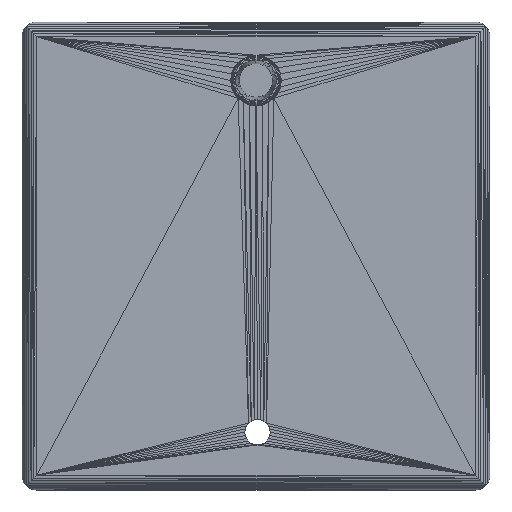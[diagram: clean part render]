
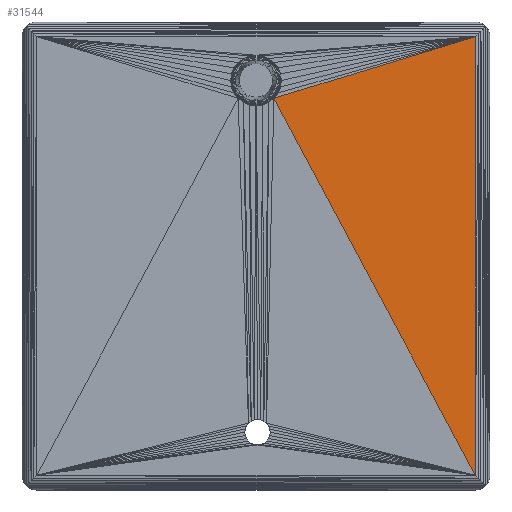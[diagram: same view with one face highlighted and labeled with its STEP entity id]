
A CAD part, top view. The second image highlights one B-rep face of the part: STEP entity #31544.
In plain terms, the highlighted planar face has unit normal (0, 0, 1).
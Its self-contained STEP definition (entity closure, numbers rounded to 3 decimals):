
#3933 = VERTEX_POINT('',#3934);
#3934 = CARTESIAN_POINT('',(155.,155.,15.));
#3948 = PLANE('',#3949);
#3949 = AXIS2_PLACEMENT_3D('',#3950,#3951,#3952);
#3950 = CARTESIAN_POINT('',(155.246,80.589,
    14.976));
#3951 = DIRECTION('',(0.098,0.,
    0.995));
#3952 = DIRECTION('',(0.995,0.,-0.098));
#4456 = VERTEX_POINT('',#4457);
#4457 = CARTESIAN_POINT('',(155.,5.,15.));
#4506 = EDGE_CURVE('',#3933,#4456,#4507,.T.);
#4507 = SURFACE_CURVE('',#4508,(#4512,#4519),.PCURVE_S1.);
#4508 = LINE('',#4509,#4510);
#4509 = CARTESIAN_POINT('',(155.,155.,15.));
#4510 = VECTOR('',#4511,1.);
#4511 = DIRECTION('',(0.,-1.,0.));
#4512 = PCURVE('',#3948,#4513);
#4513 = DEFINITIONAL_REPRESENTATION('',(#4514),#4518);
#4514 = LINE('',#4515,#4516);
#4515 = CARTESIAN_POINT('',(-0.247,74.411));
#4516 = VECTOR('',#4517,1.);
#4517 = DIRECTION('',(0.,-1.));
#4518 = ( GEOMETRIC_REPRESENTATION_CONTEXT(2) 
PARAMETRIC_REPRESENTATION_CONTEXT() REPRESENTATION_CONTEXT('2D SPACE',''
  ) );
#4519 = PCURVE('',#4520,#4525);
#4520 = PLANE('',#4521);
#4521 = AXIS2_PLACEMENT_3D('',#4522,#4523,#4524);
#4522 = CARTESIAN_POINT('',(155.,5.,15.));
#4523 = DIRECTION('',(0.,0.,-1.));
#4524 = DIRECTION('',(-1.,0.,-0.));
#4525 = DEFINITIONAL_REPRESENTATION('',(#4526),#4529);
#4526 = B_SPLINE_CURVE_WITH_KNOTS('',1,(#4527,#4528),.UNSPECIFIED.,.F.,
  .F.,(2,2),(0.,150.),.PIECEWISE_BEZIER_KNOTS.);
#4527 = CARTESIAN_POINT('',(0.,150.));
#4528 = CARTESIAN_POINT('',(0.,0.));
#4529 = ( GEOMETRIC_REPRESENTATION_CONTEXT(2) 
PARAMETRIC_REPRESENTATION_CONTEXT() REPRESENTATION_CONTEXT('2D SPACE',''
  ) );
#23383 = VERTEX_POINT('',#23384);
#23384 = CARTESIAN_POINT('',(86.116,133.884,
    15.));
#23398 = PLANE('',#23399);
#23399 = AXIS2_PLACEMENT_3D('',#23400,#23401,#23402);
#23400 = CARTESIAN_POINT('',(155.,155.,15.));
#23401 = DIRECTION('',(0.,0.,-1.));
#23402 = DIRECTION('',(-1.,0.,-0.));
#31525 = EDGE_CURVE('',#23383,#3933,#31526,.T.);
#31526 = SURFACE_CURVE('',#31527,(#31531,#31538),.PCURVE_S1.);
#31527 = LINE('',#31528,#31529);
#31528 = CARTESIAN_POINT('',(86.116,133.884,
    15.));
#31529 = VECTOR('',#31530,1.);
#31530 = DIRECTION('',(0.956,0.293,0.));
#31531 = PCURVE('',#23398,#31532);
#31532 = DEFINITIONAL_REPRESENTATION('',(#31533),#31537);
#31533 = LINE('',#31534,#31535);
#31534 = CARTESIAN_POINT('',(68.884,-21.116));
#31535 = VECTOR('',#31536,1.);
#31536 = DIRECTION('',(-0.956,0.293));
#31537 = ( GEOMETRIC_REPRESENTATION_CONTEXT(2) 
PARAMETRIC_REPRESENTATION_CONTEXT() REPRESENTATION_CONTEXT('2D SPACE',''
  ) );
#31538 = PCURVE('',#4520,#31539);
#31539 = DEFINITIONAL_REPRESENTATION('',(#31540),#31543);
#31540 = B_SPLINE_CURVE_WITH_KNOTS('',1,(#31541,#31542),.UNSPECIFIED.,
  .F.,.F.,(2,2),(0.,72.048),.PIECEWISE_BEZIER_KNOTS.);
#31541 = CARTESIAN_POINT('',(68.884,128.884));
#31542 = CARTESIAN_POINT('',(0.,150.));
#31543 = ( GEOMETRIC_REPRESENTATION_CONTEXT(2) 
PARAMETRIC_REPRESENTATION_CONTEXT() REPRESENTATION_CONTEXT('2D SPACE',''
  ) );
#31544 = ADVANCED_FACE('',(#31545),#4520,.F.);
#31545 = FACE_BOUND('',#31546,.T.);
#31546 = EDGE_LOOP('',(#31547,#31548,#31549));
#31547 = ORIENTED_EDGE('',*,*,#4506,.F.);
#31548 = ORIENTED_EDGE('',*,*,#31525,.F.);
#31549 = ORIENTED_EDGE('',*,*,#31550,.T.);
#31550 = EDGE_CURVE('',#23383,#4456,#31551,.T.);
#31551 = SURFACE_CURVE('',#31552,(#31556,#31563),.PCURVE_S1.);
#31552 = LINE('',#31553,#31554);
#31553 = CARTESIAN_POINT('',(86.116,133.884,
    15.));
#31554 = VECTOR('',#31555,1.);
#31555 = DIRECTION('',(0.471,-0.882,0.));
#31556 = PCURVE('',#4520,#31557);
#31557 = DEFINITIONAL_REPRESENTATION('',(#31558),#31562);
#31558 = LINE('',#31559,#31560);
#31559 = CARTESIAN_POINT('',(68.884,128.884));
#31560 = VECTOR('',#31561,1.);
#31561 = DIRECTION('',(-0.471,-0.882));
#31562 = ( GEOMETRIC_REPRESENTATION_CONTEXT(2) 
PARAMETRIC_REPRESENTATION_CONTEXT() REPRESENTATION_CONTEXT('2D SPACE',''
  ) );
#31563 = PCURVE('',#31564,#31569);
#31564 = PLANE('',#31565);
#31565 = AXIS2_PLACEMENT_3D('',#31566,#31567,#31568);
#31566 = CARTESIAN_POINT('',(83.576,22.826,
    15.));
#31567 = DIRECTION('',(0.,0.,-1.));
#31568 = DIRECTION('',(-1.,0.,-0.));
#31569 = DEFINITIONAL_REPRESENTATION('',(#31570),#31573);
#31570 = B_SPLINE_CURVE_WITH_KNOTS('',1,(#31571,#31572),.UNSPECIFIED.,
  .F.,.F.,(2,2),(0.,146.137),.PIECEWISE_BEZIER_KNOTS.);
#31571 = CARTESIAN_POINT('',(-2.541,111.058));
#31572 = CARTESIAN_POINT('',(-71.424,-17.826));
#31573 = ( GEOMETRIC_REPRESENTATION_CONTEXT(2) 
PARAMETRIC_REPRESENTATION_CONTEXT() REPRESENTATION_CONTEXT('2D SPACE',''
  ) );
